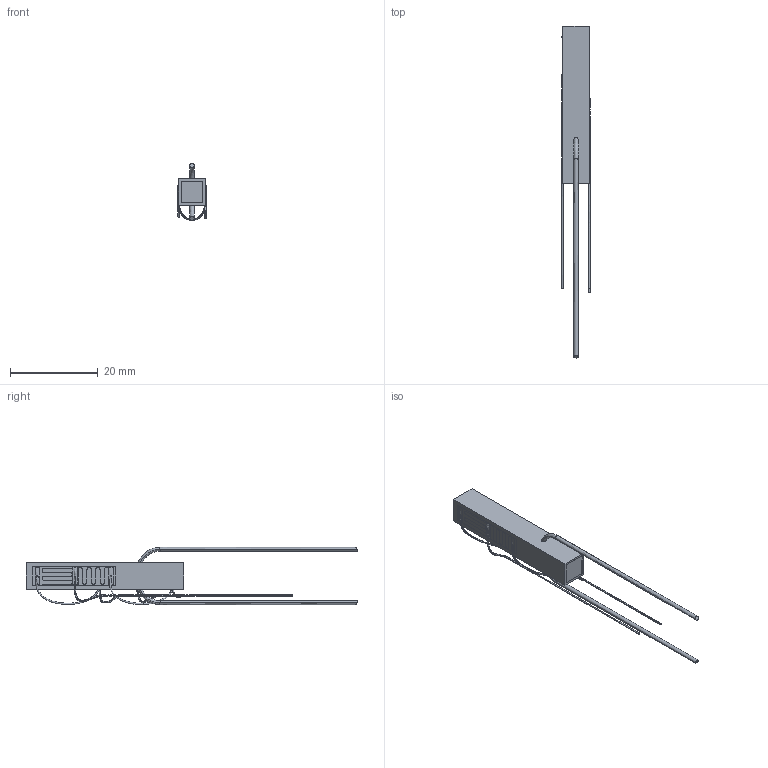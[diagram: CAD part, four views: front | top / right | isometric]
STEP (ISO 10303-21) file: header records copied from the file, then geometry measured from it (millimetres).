
FILE_DESCRIPTION (( 'STEP AP214' ), '1' );
FILE_NAME ('CTN009957-E0W.STEP', '2020-06-11T05:56:37', ( '' ), ( '' ), 'SwSTEP 2.0', 'SolidWorks 2018', '' );
FILE_SCHEMA (( 'AUTOMOTIVE_DESIGN' ));
Length unit declared in the file: millimetre
Products named in the file (1): CTN009957-E0W
Bounding box: 6.69 x 75.81 x 13.07 mm (x, y, z)
Volume: 1388.1 mm3; surface area: 1816.8 mm2
Topology: 12 solids, 12 shells, 298 faces, 693 edges, 416 vertices
Faces by surface type: plane 94, torus 90, bspline 63, cylinder 51
Entity records: 15072 total; most frequent: CARTESIAN_POINT 7356, ORIENTED_EDGE 1386, DIRECTION 1382, EDGE_CURVE 693, AXIS2_PLACEMENT_3D 588, VERTEX_POINT 416, CIRCLE 352, EDGE_LOOP 303
